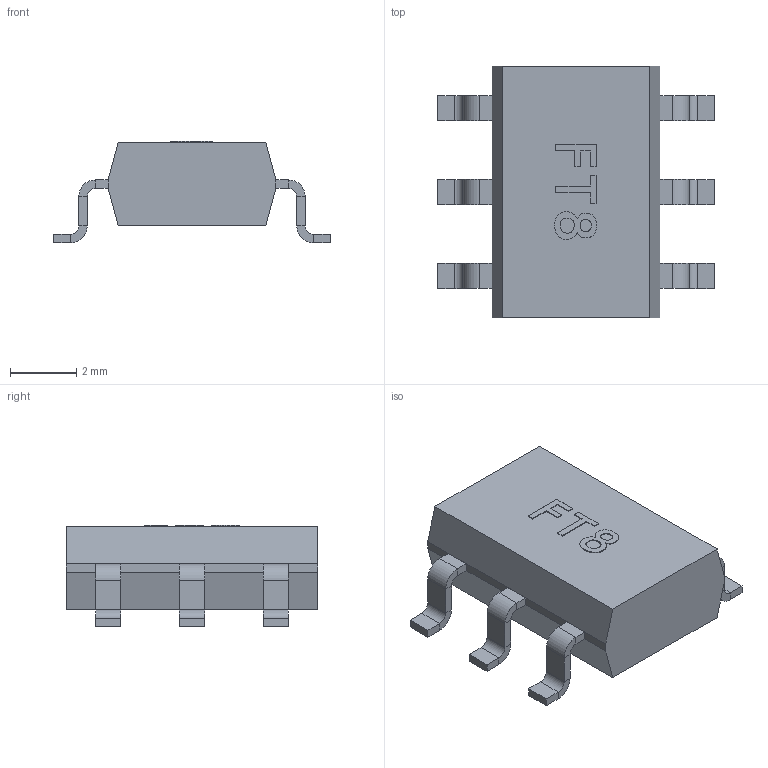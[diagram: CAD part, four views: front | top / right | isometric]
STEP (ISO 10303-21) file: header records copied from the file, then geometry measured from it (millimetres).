
FILE_DESCRIPTION(/* description */ (''),/* implementation_level */ '2;1');
FILE_NAME(/* name */ '827-7362-086',/* time_stamp */ '2000-05-10T13:10:55-05:00',/* author */ (''),/* organization */ (''),/* preprocessor_version */ 'ST-DEVELOPER 1.6',/* originating_system */ 'UNIGRAPHICS SOLUTIONS - UNIGRAPHICS 15.0',/* authorisation */ '');
FILE_SCHEMA (('CONFIG_CONTROL_DESIGN'));
Length unit declared in the file: inch
Products named in the file (5): 827-7362-109; 827-7362-089; 827-7362-088; 827-7362-087; 827-7362-086
Assembly tree (9 placements, depth 2):
  827-7362-086
    827-7362-087
    827-7362-088  x6
    827-7362-089
    827-7362-109
Bounding box: 8.38 x 7.62 x 3.08 mm (x, y, z)
Volume: 96.5 mm3; surface area: 174.1 mm2
Topology: 10 solids, 10 shells, 174 faces, 366 edges, 212 vertices
Faces by surface type: plane 142, cylinder 24, extrusion 8
Entity records: 2566 total; most frequent: CARTESIAN_POINT 423, ORIENTED_EDGE 292, DIRECTION 278, EDGE_CURVE 146, VECTOR 130, LINE 122, VERTEX_POINT 92, AXIS2_PLACEMENT_3D 74
